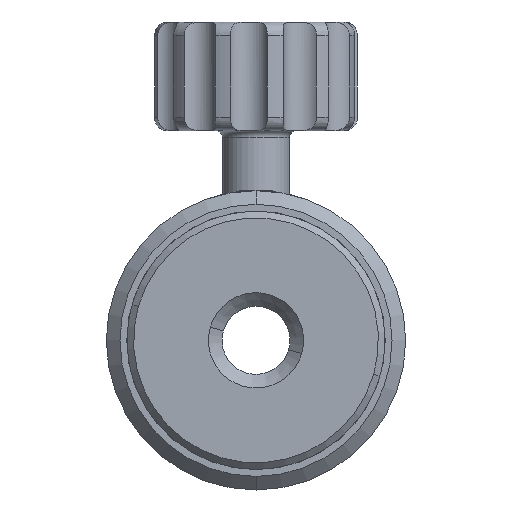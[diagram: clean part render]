
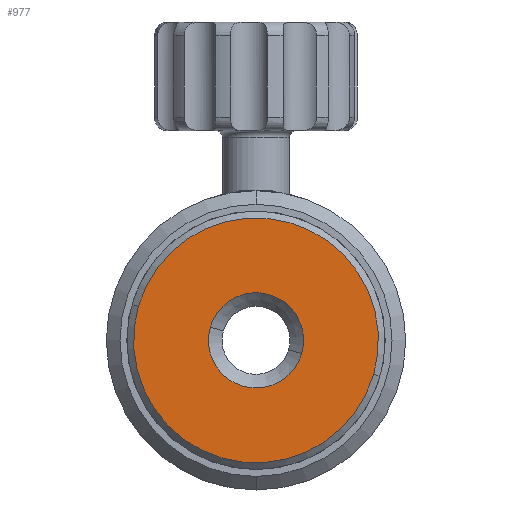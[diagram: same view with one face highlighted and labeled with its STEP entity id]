
A CAD part, front view. The second image highlights one B-rep face of the part: STEP entity #977.
In plain terms, the highlighted planar face has unit normal (0, -1, 0).
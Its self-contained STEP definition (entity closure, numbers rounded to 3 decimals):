
#45 = EDGE_CURVE ( 'NONE', #2900, #140, #5212, .T. ) ;
#116 = ORIENTED_EDGE ( 'NONE', *, *, #457, .T. ) ;
#140 = VERTEX_POINT ( 'NONE', #5136 ) ;
#457 = EDGE_CURVE ( 'NONE', #3835, #1594, #4576, .T. ) ;
#473 = CARTESIAN_POINT ( 'NONE',  ( -0.94, -24.745, 51.771 ) ) ;
#592 = DIRECTION ( 'NONE',  ( 0.961, 0., -0.278 ) ) ;
#618 = CIRCLE ( 'NONE', #1658, 3.5 ) ;
#666 = CIRCLE ( 'NONE', #3307, 9. ) ;
#667 = DIRECTION ( 'NONE',  ( 0.961, 0., -0.278 ) ) ;
#769 = AXIS2_PLACEMENT_3D ( 'NONE', #1014, #2698, #667 ) ;
#870 = FACE_OUTER_BOUND ( 'NONE', #1414, .T. ) ;
#977 = ADVANCED_FACE ( 'NONE', ( #4639, #870 ), #1796, .F. ) ;
#1008 = CARTESIAN_POINT ( 'NONE',  ( 2.422, -24.745, 50.8 ) ) ;
#1014 = CARTESIAN_POINT ( 'NONE',  ( 2.422, -24.745, 50.8 ) ) ;
#1309 = DIRECTION ( 'NONE',  ( 0.961, 0., -0.278 ) ) ;
#1334 = CARTESIAN_POINT ( 'NONE',  ( 2.422, -24.745, 50.8 ) ) ;
#1414 = EDGE_LOOP ( 'NONE', ( #3461, #3774 ) ) ;
#1594 = VERTEX_POINT ( 'NONE', #473 ) ;
#1613 = AXIS2_PLACEMENT_3D ( 'NONE', #1008, #4240, #592 ) ;
#1658 = AXIS2_PLACEMENT_3D ( 'NONE', #4385, #3611, #2838 ) ;
#1796 = PLANE ( 'NONE',  #3372 ) ;
#2435 = EDGE_LOOP ( 'NONE', ( #4699, #116 ) ) ;
#2538 = DIRECTION ( 'NONE',  ( 0.961, 0., -0.278 ) ) ;
#2698 = DIRECTION ( 'NONE',  ( 0., -1., 0. ) ) ;
#2838 = DIRECTION ( 'NONE',  ( 0.961, 0., -0.278 ) ) ;
#2900 = VERTEX_POINT ( 'NONE', #4800 ) ;
#3024 = EDGE_CURVE ( 'NONE', #140, #2900, #666, .T. ) ;
#3307 = AXIS2_PLACEMENT_3D ( 'NONE', #4172, #3726, #1309 ) ;
#3372 = AXIS2_PLACEMENT_3D ( 'NONE', #1334, #4558, #2538 ) ;
#3417 = CARTESIAN_POINT ( 'NONE',  ( 5.785, -24.745, 49.829 ) ) ;
#3461 = ORIENTED_EDGE ( 'NONE', *, *, #45, .T. ) ;
#3611 = DIRECTION ( 'NONE',  ( 0., 1., 0. ) ) ;
#3726 = DIRECTION ( 'NONE',  ( 0., -1., 0. ) ) ;
#3774 = ORIENTED_EDGE ( 'NONE', *, *, #3024, .T. ) ;
#3835 = VERTEX_POINT ( 'NONE', #3417 ) ;
#4172 = CARTESIAN_POINT ( 'NONE',  ( 2.422, -24.745, 50.8 ) ) ;
#4240 = DIRECTION ( 'NONE',  ( 0., 1., 0. ) ) ;
#4284 = EDGE_CURVE ( 'NONE', #1594, #3835, #618, .T. ) ;
#4385 = CARTESIAN_POINT ( 'NONE',  ( 2.422, -24.745, 50.8 ) ) ;
#4558 = DIRECTION ( 'NONE',  ( 0., 1., 0. ) ) ;
#4576 = CIRCLE ( 'NONE', #1613, 3.5 ) ;
#4639 = FACE_BOUND ( 'NONE', #2435, .T. ) ;
#4699 = ORIENTED_EDGE ( 'NONE', *, *, #4284, .T. ) ;
#4800 = CARTESIAN_POINT ( 'NONE',  ( 11.069, -24.745, 48.302 ) ) ;
#5136 = CARTESIAN_POINT ( 'NONE',  ( -6.224, -24.745, 53.298 ) ) ;
#5212 = CIRCLE ( 'NONE', #769, 9. ) ;
